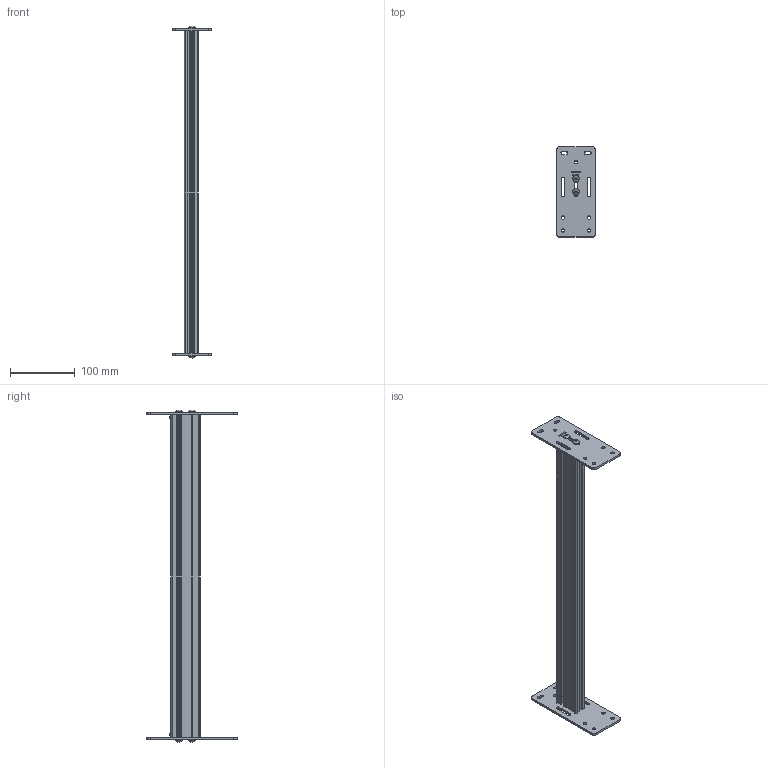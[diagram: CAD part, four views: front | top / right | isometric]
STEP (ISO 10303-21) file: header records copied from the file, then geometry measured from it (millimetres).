
FILE_DESCRIPTION(/* description */ ('X/Y Axis Rail - MakerSlide Extrusion - 500mm'),/* implementation_level */ '2;1');
FILE_NAME(/* name */ 'S2_Yaxis_Rail_500.iam.step',/* time_stamp */ '2013-11-18T15:51:17-06:00',/* author */ ('ERF'),/* organization */ (''),/* preprocessor_version */ 'ST-DEVELOPER v15.2',/* originating_system */ 'Autodesk Inventor 2014',/* authorisation */ 'QUOTE9083 8/9/13');
FILE_SCHEMA (('AUTOMOTIVE_DESIGN { 1 0 10303 214 3 1 1 }'));
Length unit declared in the file: millimetre
Products named in the file (9): 25142-XX500; 26028-01; 25286-02; 25287-02; 26051-01; 91239A222; 26016-01; belt_clip_assembly; S2_Yaxis_Rail_500
Bounding box: 60 x 140 x 514.12 mm (x, y, z)
Volume: 225826.1 mm3; surface area: 214642.1 mm2
Topology: 19 solids, 19 shells, 418 faces, 1762 edges, 1388 vertices
Faces by surface type: plane 248, cylinder 110, cone 42, bspline 18
Full cylindrical faces by diameter (mm): 5 x2, 5.01 x2, 5.25 x12, 5.3 x6, 9.5 x6, 10 x6
Entity records: 12464 total; most frequent: CARTESIAN_POINT 5133, ORIENTED_EDGE 1720, DIRECTION 1270, EDGE_CURVE 860, VERTEX_POINT 650, LINE 468, VECTOR 468, AXIS2_PLACEMENT_3D 401
